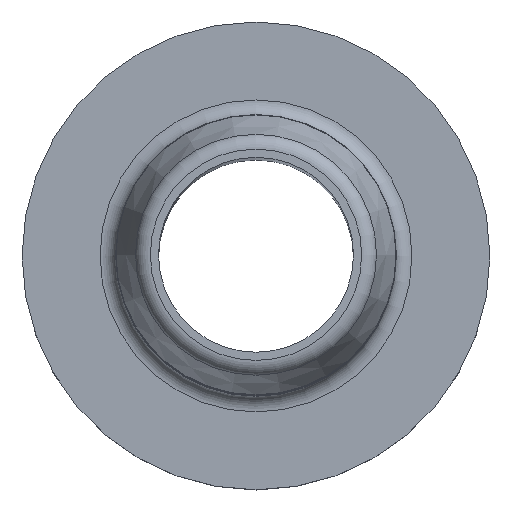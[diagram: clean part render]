
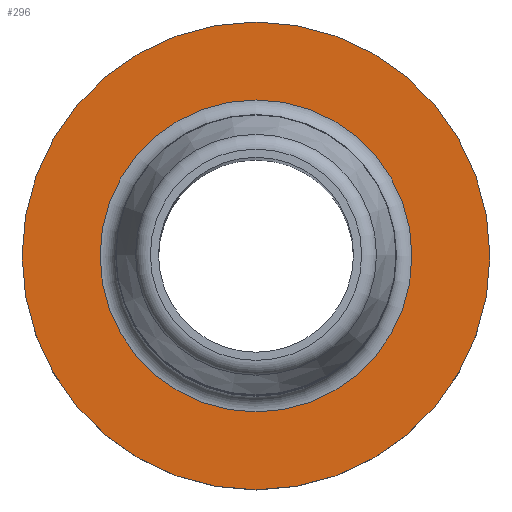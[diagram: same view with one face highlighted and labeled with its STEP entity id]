
A CAD part, top view. The second image highlights one B-rep face of the part: STEP entity #296.
In plain terms, the highlighted planar face has unit normal (0, 0, 1).
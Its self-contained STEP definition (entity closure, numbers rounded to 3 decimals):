
#36=PLANE('',#352);
#70=ORIENTED_EDGE('',*,*,#107,.T.);
#71=ORIENTED_EDGE('',*,*,#106,.F.);
#106=EDGE_CURVE('',#132,#132,#158,.T.);
#107=EDGE_CURVE('',#133,#133,#159,.T.);
#132=VERTEX_POINT('',#527);
#133=VERTEX_POINT('',#530);
#158=CIRCLE('',#351,3.);
#159=CIRCLE('',#353,2.);
#200=EDGE_LOOP('',(#70));
#201=EDGE_LOOP('',(#71));
#252=FACE_BOUND('',#200,.T.);
#253=FACE_BOUND('',#201,.T.);
#296=ADVANCED_FACE('',(#252,#253),#36,.T.);
#351=AXIS2_PLACEMENT_3D('',#526,#437,#438);
#352=AXIS2_PLACEMENT_3D('',#528,#439,#440);
#353=AXIS2_PLACEMENT_3D('',#529,#441,#442);
#437=DIRECTION('',(0.,0.,-1.));
#438=DIRECTION('',(-1.,0.,0.));
#439=DIRECTION('',(0.,0.,1.));
#440=DIRECTION('',(1.,0.,0.));
#441=DIRECTION('',(0.,0.,-1.));
#442=DIRECTION('',(-1.,0.,0.));
#526=CARTESIAN_POINT('',(0.,0.,11.5));
#527=CARTESIAN_POINT('',(-3.,0.,11.5));
#528=CARTESIAN_POINT('',(0.,3.,11.5));
#529=CARTESIAN_POINT('',(0.,0.,11.5));
#530=CARTESIAN_POINT('',(-2.,0.,11.5));
